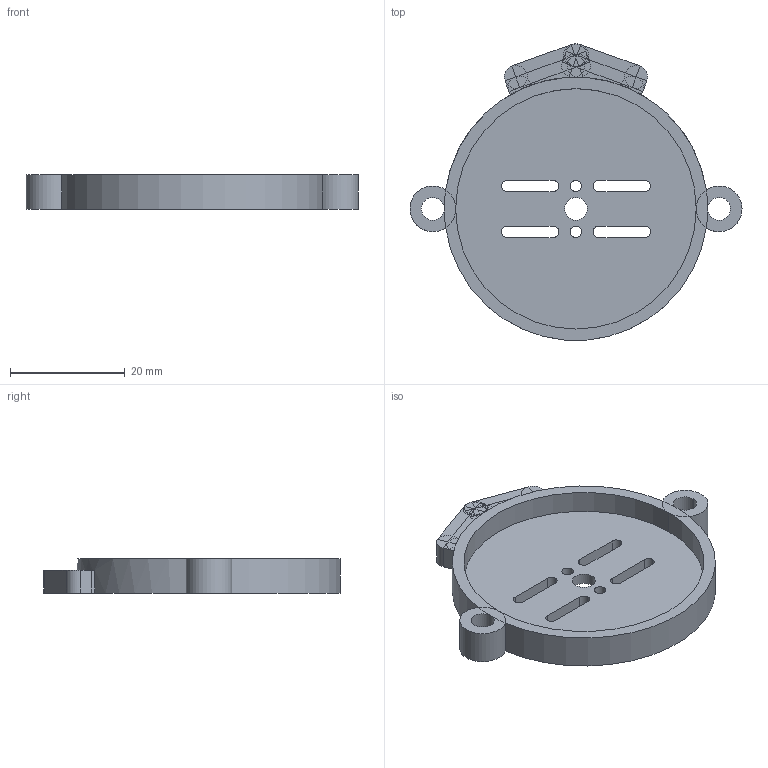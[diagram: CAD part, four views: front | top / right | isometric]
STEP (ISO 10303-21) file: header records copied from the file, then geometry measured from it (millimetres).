
FILE_DESCRIPTION(('FreeCAD Model'),'2;1');
FILE_NAME('Open CASCADE Shape Model','2024-10-14T11:34:41',(''),(''), 'Open CASCADE STEP processor 7.6','FreeCAD','Unknown');
FILE_SCHEMA(('AUTOMOTIVE_DESIGN { 1 0 10303 214 1 1 1 1 }'));
Length unit declared in the file: millimetre
Products named in the file (1): difference003
Bounding box: 57.98 x 51.74 x 6 mm (x, y, z)
Volume: 5055.8 mm3; surface area: 5432.2 mm2
Topology: 1 solids, 1 shells, 250 faces, 504 edges, 252 vertices
Faces by surface type: plane 219, cylinder 31
Full cylindrical faces by diameter (mm): 2 x2, 4 x2
Entity records: 6372 total; most frequent: DIRECTION 1280, ORIENTED_EDGE 1008, CARTESIAN_POINT 1007, AXIS2_PLACEMENT_3D 525, EDGE_CURVE 504, CIRCLE 274, FACE_BOUND 268, EDGE_LOOP 268
